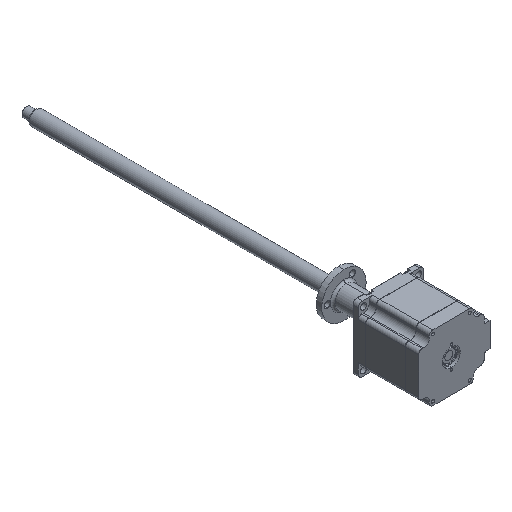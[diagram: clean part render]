
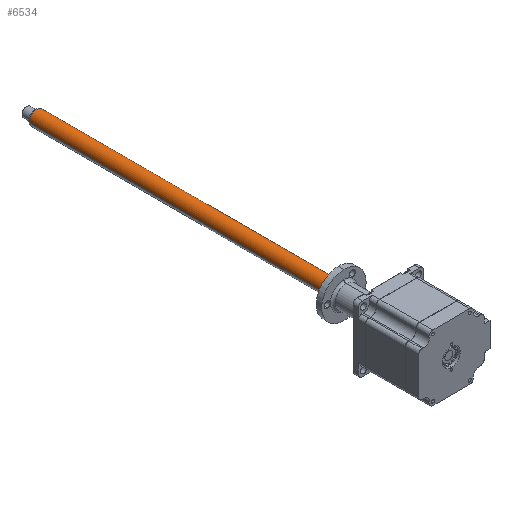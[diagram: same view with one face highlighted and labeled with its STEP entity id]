
A CAD part, isometric view. The second image highlights one B-rep face of the part: STEP entity #6534.
In plain terms, the highlighted cylindrical face has radius 6.225 mm (diameter 12.45 mm), a partial arc.
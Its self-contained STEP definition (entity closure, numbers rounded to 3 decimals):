
#681 = DIRECTION ( 'NONE',  ( 0., -1., 0. ) ) ;
#946 = EDGE_CURVE ( 'NONE', #10883, #7041, #7802, .T. ) ;
#1072 = CARTESIAN_POINT ( 'NONE',  ( -23.479, 309.999, 32.654 ) ) ;
#1354 = EDGE_LOOP ( 'NONE', ( #4214, #2746, #7716, #9179 ) ) ;
#1637 = EDGE_CURVE ( 'NONE', #5099, #10883, #3837, .T. ) ;
#1969 = CARTESIAN_POINT ( 'NONE',  ( -23.479, 9.999, 32.654 ) ) ;
#2037 = LINE ( 'NONE', #3725, #7017 ) ;
#2437 = FACE_OUTER_BOUND ( 'NONE', #1354, .T. ) ;
#2545 = VECTOR ( 'NONE', #9529, 1000. ) ;
#2746 = ORIENTED_EDGE ( 'NONE', *, *, #1637, .T. ) ;
#3326 = CARTESIAN_POINT ( 'NONE',  ( -17.293, 9.999, 33.35 ) ) ;
#3643 = EDGE_CURVE ( 'NONE', #5099, #5668, #2037, .T. ) ;
#3725 = CARTESIAN_POINT ( 'NONE',  ( -11.107, 309.999, 34.046 ) ) ;
#3837 = CIRCLE ( 'NONE', #8851, 6.225 ) ;
#4214 = ORIENTED_EDGE ( 'NONE', *, *, #3643, .F. ) ;
#4273 = DIRECTION ( 'NONE',  ( -0.994, 0., -0.112 ) ) ;
#5099 = VERTEX_POINT ( 'NONE', #8249 ) ;
#5388 = EDGE_CURVE ( 'NONE', #5668, #7041, #11655, .T. ) ;
#5668 = VERTEX_POINT ( 'NONE', #6676 ) ;
#5775 = CARTESIAN_POINT ( 'NONE',  ( -17.293, 309.999, 33.35 ) ) ;
#6534 = ADVANCED_FACE ( 'NONE', ( #2437 ), #6820, .T. ) ;
#6676 = CARTESIAN_POINT ( 'NONE',  ( -11.107, 9.999, 34.046 ) ) ;
#6710 = DIRECTION ( 'NONE',  ( -0.994, 0., -0.112 ) ) ;
#6820 = CYLINDRICAL_SURFACE ( 'NONE', #9351, 6.225 ) ;
#7017 = VECTOR ( 'NONE', #10279, 1000. ) ;
#7041 = VERTEX_POINT ( 'NONE', #1969 ) ;
#7716 = ORIENTED_EDGE ( 'NONE', *, *, #946, .T. ) ;
#7802 = LINE ( 'NONE', #1072, #2545 ) ;
#8249 = CARTESIAN_POINT ( 'NONE',  ( -11.107, 308.999, 34.046 ) ) ;
#8851 = AXIS2_PLACEMENT_3D ( 'NONE', #10946, #681, #10989 ) ;
#9179 = ORIENTED_EDGE ( 'NONE', *, *, #5388, .F. ) ;
#9351 = AXIS2_PLACEMENT_3D ( 'NONE', #5775, #11147, #6710 ) ;
#9368 = CARTESIAN_POINT ( 'NONE',  ( -23.479, 308.999, 32.654 ) ) ;
#9529 = DIRECTION ( 'NONE',  ( 0., -1., 0. ) ) ;
#9893 = DIRECTION ( 'NONE',  ( 0., -1., 0. ) ) ;
#10279 = DIRECTION ( 'NONE',  ( 0., -1., 0. ) ) ;
#10496 = AXIS2_PLACEMENT_3D ( 'NONE', #3326, #9893, #4273 ) ;
#10883 = VERTEX_POINT ( 'NONE', #9368 ) ;
#10946 = CARTESIAN_POINT ( 'NONE',  ( -17.293, 308.999, 33.35 ) ) ;
#10989 = DIRECTION ( 'NONE',  ( 0.994, 0., 0.112 ) ) ;
#11147 = DIRECTION ( 'NONE',  ( 0., -1., 0. ) ) ;
#11655 = CIRCLE ( 'NONE', #10496, 6.225 ) ;
